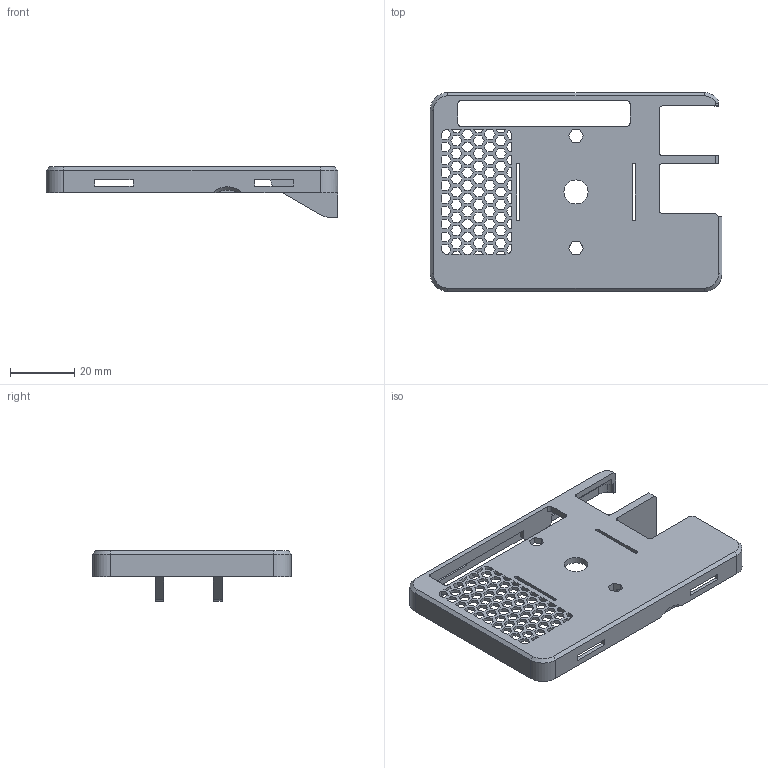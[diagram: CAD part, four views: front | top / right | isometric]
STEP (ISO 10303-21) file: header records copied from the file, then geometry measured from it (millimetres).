
FILE_DESCRIPTION(/* description */ ('STEP AP242','CAx-IF Rec.Pracs.---Representation and Presentation of Product Manufacturing Information (PMI)---4.0---2014-10-13','CAx-IF Rec.Pracs.---3D Tessellated Geometry---0.4---2014-09-14','2;1'),/* implementation_level */ '2;1');
FILE_NAME(/* name */ '627af763f4a2fa0cc7d87582',/* time_stamp */ '2022-05-10T23:38:13+00:00',/* author */ (''),/* organization */ (''),/* preprocessor_version */ 'ST-DEVELOPER v18.101',/* originating_system */ ' ',/* authorisation */ ' ');
FILE_SCHEMA (('AP242_MANAGED_MODEL_BASED_3D_ENGINEERING_MIM_LF { 1 0 10303 442 1 1 4 }'));
Length unit declared in the file: metre
Products named in the file (1): Top
Bounding box: 91 x 62 x 15.67 mm (x, y, z)
Volume: 10938.8 mm3; surface area: 13983.3 mm2
Topology: 1 solids, 1 shells, 569 faces, 1774 edges, 1177 vertices
Faces by surface type: plane 511, cylinder 48, cone 8, sphere 2
Full cylindrical faces by diameter (mm): 1.8 x2, 4 x2, 7.5 x1
Entity records: 19668 total; most frequent: ORIENTED_EDGE 3524, CARTESIAN_POINT 3518, DIRECTION 3008, EDGE_CURVE 1762, LINE 1648, VECTOR 1648, VERTEX_POINT 1174, EDGE_LOOP 714
